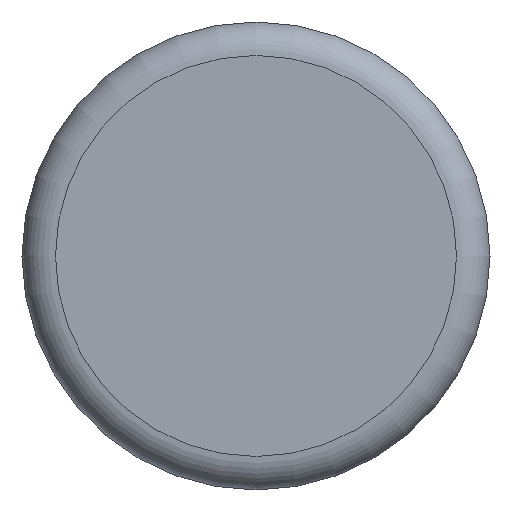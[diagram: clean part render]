
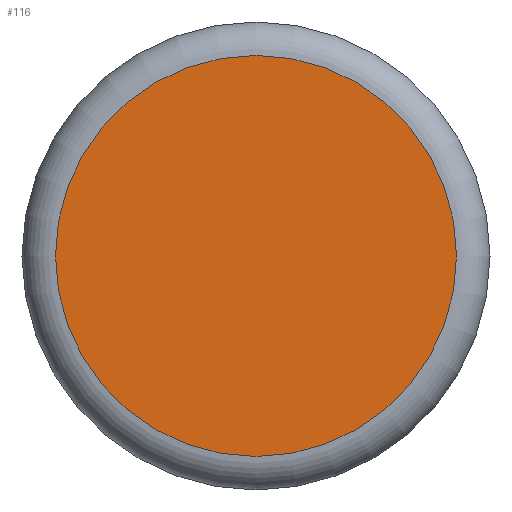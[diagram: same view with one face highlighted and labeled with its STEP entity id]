
A CAD part, top view. The second image highlights one B-rep face of the part: STEP entity #116.
In plain terms, the highlighted planar face has unit normal (0, 0, 1).
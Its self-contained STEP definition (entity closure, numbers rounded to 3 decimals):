
#116 = ADVANCED_FACE( '', ( #261 ), #262, .T. );
#261 = FACE_OUTER_BOUND( '', #445, .T. );
#262 = PLANE( '', #446 );
#445 = EDGE_LOOP( '', ( #678 ) );
#446 = AXIS2_PLACEMENT_3D( '', #679, #680, #681 );
#678 = ORIENTED_EDGE( '', *, *, #992, .T. );
#679 = CARTESIAN_POINT( '', ( 0., 14., 85. ) );
#680 = DIRECTION( '', ( 0., 0., 1. ) );
#681 = DIRECTION( '', ( 1., 0., 0. ) );
#992 = EDGE_CURVE( '', #1170, #1170, #1171, .T. );
#1170 = VERTEX_POINT( '', #1399 );
#1171 = CIRCLE( '', #1400, 11.984 );
#1399 = CARTESIAN_POINT( '', ( 11.984, 0., 85. ) );
#1400 = AXIS2_PLACEMENT_3D( '', #1611, #1612, #1613 );
#1611 = CARTESIAN_POINT( '', ( 0., 0., 85. ) );
#1612 = DIRECTION( '', ( 0., 0., 1. ) );
#1613 = DIRECTION( '', ( 1., 0., 0. ) );
